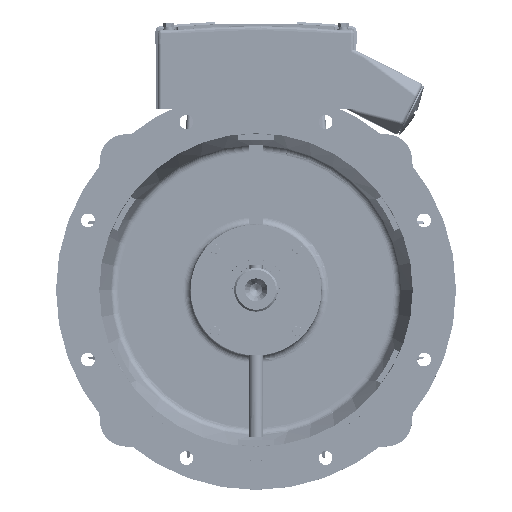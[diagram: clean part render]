
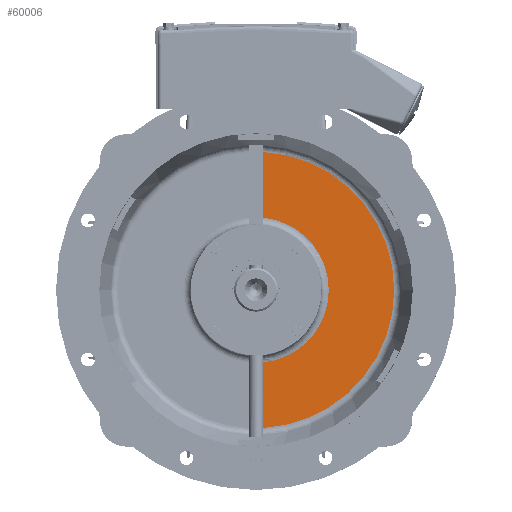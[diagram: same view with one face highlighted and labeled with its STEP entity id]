
A CAD part, top view. The second image highlights one B-rep face of the part: STEP entity #60006.
In plain terms, the highlighted planar face has unit normal (0, 0, 1).
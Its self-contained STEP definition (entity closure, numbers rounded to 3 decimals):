
#10747 = VERTEX_POINT ( 'NONE', #88329 ) ;
#10748 = VERTEX_POINT ( 'NONE', #88330 ) ;
#10755 = VERTEX_POINT ( 'NONE', #88333 ) ;
#10853 = VERTEX_POINT ( 'NONE', #88384 ) ;
#10855 = VERTEX_POINT ( 'NONE', #88385 ) ;
#49119 = AXIS2_PLACEMENT_3D ( 'NONE', #72968, #72970, #72972 ) ;
#49122 = AXIS2_PLACEMENT_3D ( 'NONE', #72906, #72908, #72910 ) ;
#49204 = AXIS2_PLACEMENT_3D ( 'NONE', #73544, #73546, #73548 ) ;
#49213 = VECTOR ( 'NONE', #73556, 1000. ) ;
#60006 = ADVANCED_FACE ( 'NONE', ( #282955 ), #275963, .F. ) ;
#72906 = CARTESIAN_POINT ( 'NONE',  ( 0., 0., 289.5 ) ) ;
#72908 = DIRECTION ( 'NONE',  ( 0., 0., -1. ) ) ;
#72910 = DIRECTION ( 'NONE',  ( -1., 0., 0. ) ) ;
#72968 = CARTESIAN_POINT ( 'NONE',  ( 0., 0., 289.5 ) ) ;
#72970 = DIRECTION ( 'NONE',  ( 0., 0., -1. ) ) ;
#72972 = DIRECTION ( 'NONE',  ( -1., 0., 0. ) ) ;
#73544 = CARTESIAN_POINT ( 'NONE',  ( 0., 0., 289.5 ) ) ;
#73546 = DIRECTION ( 'NONE',  ( 0., 0., 1. ) ) ;
#73548 = DIRECTION ( 'NONE',  ( -1., 0., 0. ) ) ;
#73552 = LINE ( 'NONE', #73554, #49213 ) ;
#73554 = CARTESIAN_POINT ( 'NONE',  ( 10., 196.982, 289.5 ) ) ;
#73556 = DIRECTION ( 'NONE',  ( 0., 1., 0. ) ) ;
#73558 = LINE ( 'NONE', #73560, #75601 ) ;
#73560 = CARTESIAN_POINT ( 'NONE',  ( 10., 202., 289.5 ) ) ;
#73562 = DIRECTION ( 'NONE',  ( 0., 1., 0. ) ) ;
#75601 = VECTOR ( 'NONE', #73562, 1000. ) ;
#88329 = CARTESIAN_POINT ( 'NONE',  ( 100., 0., 289.5 ) ) ;
#88330 = CARTESIAN_POINT ( 'NONE',  ( 10., -99.499, 289.5 ) ) ;
#88333 = CARTESIAN_POINT ( 'NONE',  ( 10., 99.499, 289.5 ) ) ;
#88384 = CARTESIAN_POINT ( 'NONE',  ( 10., -189.716, 289.5 ) ) ;
#88385 = CARTESIAN_POINT ( 'NONE',  ( 10., 189.716, 289.5 ) ) ;
#183686 = EDGE_CURVE ( 'NONE', #10747, #10748, #223739, .T. ) ;
#183689 = EDGE_CURVE ( 'NONE', #10755, #10747, #223741, .T. ) ;
#183747 = EDGE_CURVE ( 'NONE', #10853, #10855, #223770, .T. ) ;
#183748 = EDGE_CURVE ( 'NONE', #10853, #10748, #73552, .T. ) ;
#183749 = EDGE_CURVE ( 'NONE', #10755, #10855, #73558, .T. ) ;
#185485 = ORIENTED_EDGE ( 'NONE', *, *, #183748, .F. ) ;
#185486 = ORIENTED_EDGE ( 'NONE', *, *, #183749, .F. ) ;
#185487 = ORIENTED_EDGE ( 'NONE', *, *, #183747, .T. ) ;
#185488 = ORIENTED_EDGE ( 'NONE', *, *, #183689, .T. ) ;
#185489 = ORIENTED_EDGE ( 'NONE', *, *, #183686, .T. ) ;
#223739 = CIRCLE ( 'NONE', #49122, 100. ) ;
#223741 = CIRCLE ( 'NONE', #49119, 100. ) ;
#223770 = CIRCLE ( 'NONE', #49204, 189.98 ) ;
#275124 = EDGE_LOOP ( 'NONE', ( #185485, #185487, #185486, #185488, #185489 ) ) ;
#275963 = PLANE ( 'NONE',  #282971 ) ;
#275965 = CARTESIAN_POINT ( 'NONE',  ( 0., 196.982, 289.5 ) ) ;
#275967 = DIRECTION ( 'NONE',  ( 0., 0., -1. ) ) ;
#275969 = DIRECTION ( 'NONE',  ( -1., 0., 0. ) ) ;
#282955 = FACE_OUTER_BOUND ( 'NONE', #275124, .T. ) ;
#282971 = AXIS2_PLACEMENT_3D ( 'NONE', #275965, #275967, #275969 ) ;
